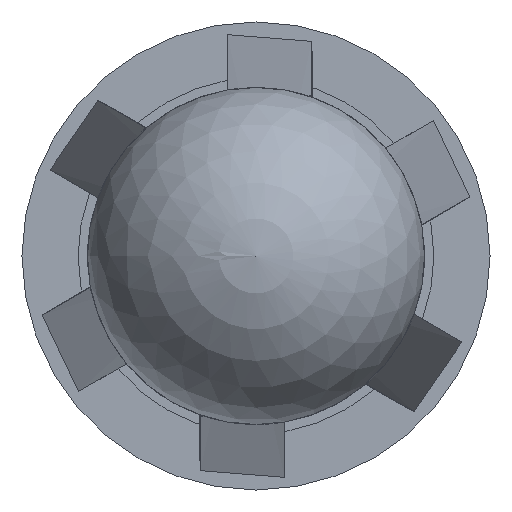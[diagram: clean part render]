
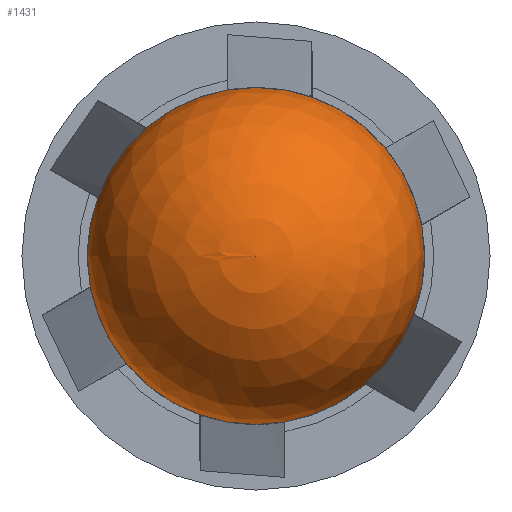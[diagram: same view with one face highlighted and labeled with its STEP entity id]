
A CAD part, left-side view. The second image highlights one B-rep face of the part: STEP entity #1431.
In plain terms, the highlighted spherical face has radius 0.9 mm.
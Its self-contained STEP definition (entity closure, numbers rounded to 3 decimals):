
#16=SPHERICAL_SURFACE('',#1575,0.9);
#148=FACE_OUTER_BOUND('',#229,.T.);
#229=EDGE_LOOP('',(#1297,#1298,#1299,#1300));
#493=CIRCLE('',#1557,0.9);
#495=CIRCLE('',#1561,0.9);
#504=CIRCLE('',#1576,0.9);
#633=VERTEX_POINT('',#2922);
#634=VERTEX_POINT('',#2923);
#644=VERTEX_POINT('',#3020);
#841=EDGE_CURVE('',#633,#634,#493,.T.);
#850=EDGE_CURVE('',#634,#633,#495,.T.);
#866=EDGE_CURVE('',#634,#644,#504,.T.);
#1297=ORIENTED_EDGE('',*,*,#841,.T.);
#1298=ORIENTED_EDGE('',*,*,#866,.T.);
#1299=ORIENTED_EDGE('',*,*,#866,.F.);
#1300=ORIENTED_EDGE('',*,*,#850,.T.);
#1431=ADVANCED_FACE('',(#148),#16,.T.);
#1557=AXIS2_PLACEMENT_3D('',#2924,#1852,#1853);
#1561=AXIS2_PLACEMENT_3D('',#2951,#1861,#1862);
#1575=AXIS2_PLACEMENT_3D('',#3019,#1895,#1896);
#1576=AXIS2_PLACEMENT_3D('',#3021,#1897,#1898);
#1852=DIRECTION('center_axis',(-1.,0.,0.));
#1853=DIRECTION('ref_axis',(0.,0.,1.));
#1861=DIRECTION('center_axis',(-1.,0.,0.));
#1862=DIRECTION('ref_axis',(0.,0.,1.));
#1895=DIRECTION('center_axis',(1.,0.,0.));
#1896=DIRECTION('ref_axis',(0.,-1.,0.));
#1897=DIRECTION('center_axis',(0.,0.,1.));
#1898=DIRECTION('ref_axis',(0.,1.,0.));
#2922=CARTESIAN_POINT('',(-13.5,0.,-0.9));
#2923=CARTESIAN_POINT('',(-13.5,0.9,0.));
#2924=CARTESIAN_POINT('Origin',(-13.5,0.,0.));
#2951=CARTESIAN_POINT('Origin',(-13.5,0.,0.));
#3019=CARTESIAN_POINT('Origin',(-13.5,0.,0.));
#3020=CARTESIAN_POINT('',(-14.4,0.,0.));
#3021=CARTESIAN_POINT('Origin',(-13.5,0.,0.));
